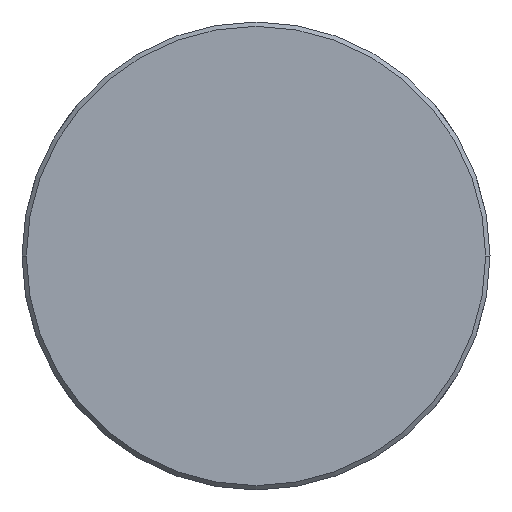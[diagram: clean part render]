
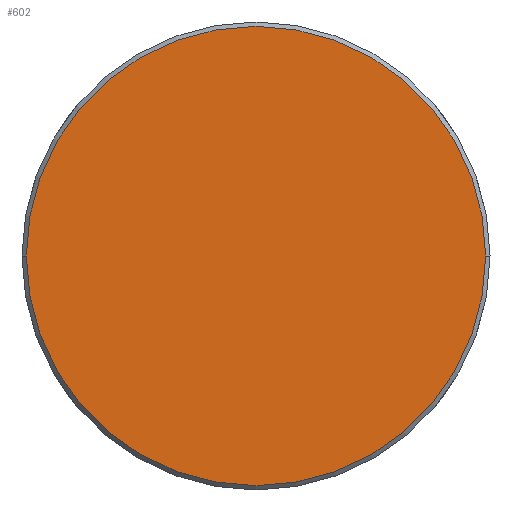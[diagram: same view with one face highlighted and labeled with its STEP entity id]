
A CAD part, left-side view. The second image highlights one B-rep face of the part: STEP entity #602.
In plain terms, the highlighted planar face has unit normal (-1, 0, 0).
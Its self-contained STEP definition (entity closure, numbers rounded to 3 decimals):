
#32 = PLANE ( 'NONE',  #483 ) ;
#97 = DIRECTION ( 'NONE',  ( 0., 1., 0. ) ) ;
#104 = FACE_OUTER_BOUND ( 'NONE', #140, .T. ) ;
#115 = EDGE_CURVE ( 'NONE', #1039, #1143, #919, .T. ) ;
#140 = EDGE_LOOP ( 'NONE', ( #444, #1164 ) ) ;
#316 = DIRECTION ( 'NONE',  ( -1., 0., 0. ) ) ;
#396 = CIRCLE ( 'NONE', #913, 53. ) ;
#416 = EDGE_CURVE ( 'NONE', #1143, #1039, #396, .T. ) ;
#429 = DIRECTION ( 'NONE',  ( -1., 0., 0. ) ) ;
#444 = ORIENTED_EDGE ( 'NONE', *, *, #416, .T. ) ;
#483 = AXIS2_PLACEMENT_3D ( 'NONE', #1015, #926, #1219 ) ;
#496 = CARTESIAN_POINT ( 'NONE',  ( -118.45, -53., 0. ) ) ;
#602 = ADVANCED_FACE ( 'NONE', ( #104 ), #32, .F. ) ;
#617 = DIRECTION ( 'NONE',  ( 0., 1., 0. ) ) ;
#726 = CARTESIAN_POINT ( 'NONE',  ( -118.45, 53., 0. ) ) ;
#905 = CARTESIAN_POINT ( 'NONE',  ( -118.45, 0., 0. ) ) ;
#913 = AXIS2_PLACEMENT_3D ( 'NONE', #905, #316, #97 ) ;
#919 = CIRCLE ( 'NONE', #1151, 53. ) ;
#926 = DIRECTION ( 'NONE',  ( 1., 0., 0. ) ) ;
#935 = CARTESIAN_POINT ( 'NONE',  ( -118.45, 0., 0. ) ) ;
#1015 = CARTESIAN_POINT ( 'NONE',  ( -118.45, -53.636, 53.636 ) ) ;
#1039 = VERTEX_POINT ( 'NONE', #496 ) ;
#1143 = VERTEX_POINT ( 'NONE', #726 ) ;
#1151 = AXIS2_PLACEMENT_3D ( 'NONE', #935, #429, #617 ) ;
#1164 = ORIENTED_EDGE ( 'NONE', *, *, #115, .T. ) ;
#1219 = DIRECTION ( 'NONE',  ( 0., 0., -1. ) ) ;
